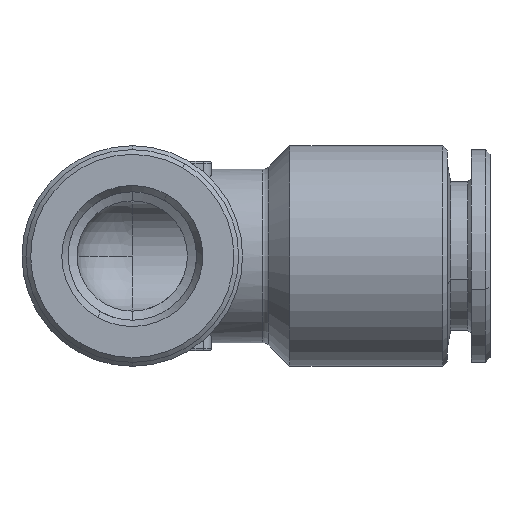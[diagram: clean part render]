
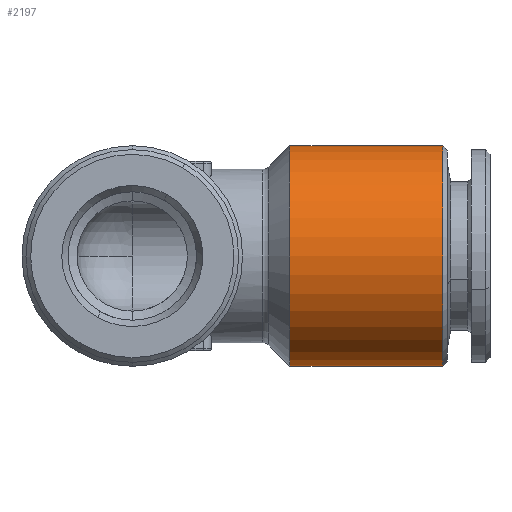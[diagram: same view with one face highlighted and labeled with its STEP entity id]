
A CAD part, front view. The second image highlights one B-rep face of the part: STEP entity #2197.
In plain terms, the highlighted cylindrical face has radius 7 mm (diameter 14 mm), a partial arc.
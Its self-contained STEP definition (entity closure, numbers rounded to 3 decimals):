
#283 = FACE_OUTER_BOUND ( 'NONE', #2186, .T. ) ;
#381 = DIRECTION ( 'NONE',  ( 0., 0., 1. ) ) ;
#382 = DIRECTION ( 'NONE',  ( -1., 0., 0. ) ) ;
#412 = CYLINDRICAL_SURFACE ( 'NONE', #414, 7. ) ;
#413 = CARTESIAN_POINT ( 'NONE',  ( 0., 0., 0. ) ) ;
#414 = AXIS2_PLACEMENT_3D ( 'NONE', #413, #382, #381 ) ;
#436 = CARTESIAN_POINT ( 'NONE',  ( 19.7, 0., 0. ) ) ;
#437 = CIRCLE ( 'NONE', #468, 7. ) ;
#466 = DIRECTION ( 'NONE',  ( 0., 0., 1. ) ) ;
#467 = DIRECTION ( 'NONE',  ( -1., 0., 0. ) ) ;
#468 = AXIS2_PLACEMENT_3D ( 'NONE', #436, #467, #466 ) ;
#849 = LINE ( 'NONE', #850, #896 ) ;
#850 = CARTESIAN_POINT ( 'NONE',  ( 0., 0., -7. ) ) ;
#884 = CARTESIAN_POINT ( 'NONE',  ( 10., 0., 7. ) ) ;
#894 = CARTESIAN_POINT ( 'NONE',  ( 10., 0., -7. ) ) ;
#895 = DIRECTION ( 'NONE',  ( -1., 0., 0. ) ) ;
#896 = VECTOR ( 'NONE', #895, 1000. ) ;
#957 = DIRECTION ( 'NONE',  ( -1., 0., 0. ) ) ;
#958 = VECTOR ( 'NONE', #957, 1000. ) ;
#959 = CARTESIAN_POINT ( 'NONE',  ( 0., 0., 7. ) ) ;
#960 = LINE ( 'NONE', #959, #958 ) ;
#1094 = CARTESIAN_POINT ( 'NONE',  ( 19.7, 0., 7. ) ) ;
#1105 = CARTESIAN_POINT ( 'NONE',  ( 19.7, 0., -7. ) ) ;
#1654 = EDGE_CURVE ( 'NONE', #3152, #3159, #2441, .T. ) ;
#2181 = EDGE_CURVE ( 'NONE', #3276, #3271, #437, .T. ) ;
#2183 = ORIENTED_EDGE ( 'NONE', *, *, #3158, .F. ) ;
#2186 = EDGE_LOOP ( 'NONE', ( #2183, #2196, #2204, #2203 ) ) ;
#2196 = ORIENTED_EDGE ( 'NONE', *, *, #2181, .T. ) ;
#2197 = ADVANCED_FACE ( 'NONE', ( #283 ), #412, .T. ) ;
#2203 = ORIENTED_EDGE ( 'NONE', *, *, #1654, .T. ) ;
#2204 = ORIENTED_EDGE ( 'NONE', *, *, #3253, .T. ) ;
#2427 = DIRECTION ( 'NONE',  ( 0., 0., -1. ) ) ;
#2438 = DIRECTION ( 'NONE',  ( 1., 0., 0. ) ) ;
#2439 = CARTESIAN_POINT ( 'NONE',  ( 10., 0., 0. ) ) ;
#2440 = AXIS2_PLACEMENT_3D ( 'NONE', #2439, #2438, #2427 ) ;
#2441 = CIRCLE ( 'NONE', #2440, 7. ) ;
#3152 = VERTEX_POINT ( 'NONE', #884 ) ;
#3158 = EDGE_CURVE ( 'NONE', #3276, #3159, #849, .T. ) ;
#3159 = VERTEX_POINT ( 'NONE', #894 ) ;
#3253 = EDGE_CURVE ( 'NONE', #3271, #3152, #960, .T. ) ;
#3271 = VERTEX_POINT ( 'NONE', #1094 ) ;
#3276 = VERTEX_POINT ( 'NONE', #1105 ) ;
